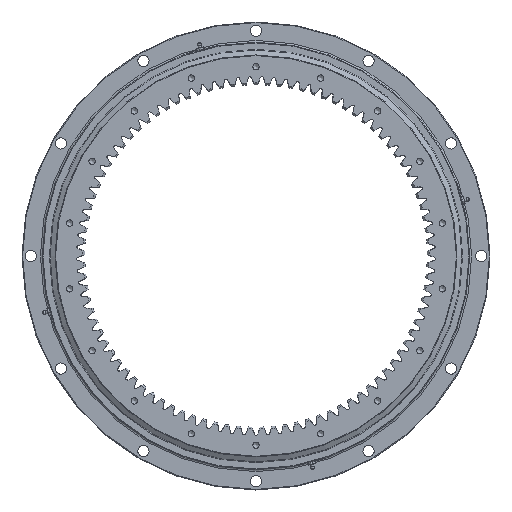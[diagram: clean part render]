
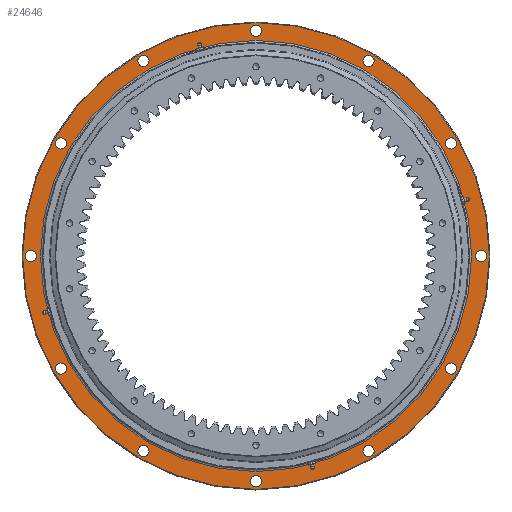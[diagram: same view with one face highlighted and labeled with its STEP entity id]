
A CAD part, top view. The second image highlights one B-rep face of the part: STEP entity #24646.
In plain terms, the highlighted face is planar.
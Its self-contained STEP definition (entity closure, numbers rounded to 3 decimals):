
#636 = AXIS2_PLACEMENT_3D ( 'NONE', #12121, #30512, #14749 ) ;
#639 = CARTESIAN_POINT ( 'NONE',  ( 311.769, -180., 16. ) ) ;
#644 = FACE_BOUND ( 'NONE', #31228, .T. ) ;
#928 = DIRECTION ( 'NONE',  ( 0., 0., 1. ) ) ;
#1135 = EDGE_CURVE ( 'NONE', #21703, #21703, #6935, .T. ) ;
#1337 = DIRECTION ( 'NONE',  ( 0., 0., 1. ) ) ;
#1437 = EDGE_CURVE ( 'NONE', #7710, #7710, #10619, .T. ) ;
#1514 = DIRECTION ( 'NONE',  ( 1., 0., 0. ) ) ;
#1794 = CARTESIAN_POINT ( 'NONE',  ( -341.5, 0., 16. ) ) ;
#2184 = CARTESIAN_POINT ( 'NONE',  ( 9., -360., 16. ) ) ;
#2338 = EDGE_CURVE ( 'NONE', #20909, #20909, #2789, .T. ) ;
#2367 = DIRECTION ( 'NONE',  ( 0., 0., 1. ) ) ;
#2496 = AXIS2_PLACEMENT_3D ( 'NONE', #23677, #7869, #26256 ) ;
#2630 = CARTESIAN_POINT ( 'NONE',  ( -171., 311.769, 16. ) ) ;
#2745 = CARTESIAN_POINT ( 'NONE',  ( 189., -311.769, 16. ) ) ;
#2789 = CIRCLE ( 'NONE', #5736, 9. ) ;
#3018 = CARTESIAN_POINT ( 'NONE',  ( -311.769, 180., 16. ) ) ;
#3443 = ORIENTED_EDGE ( 'NONE', *, *, #1437, .T. ) ;
#3935 = EDGE_CURVE ( 'NONE', #27021, #27021, #22046, .T. ) ;
#4373 = EDGE_CURVE ( 'NONE', #20094, #20094, #29394, .T. ) ;
#4414 = DIRECTION ( 'NONE',  ( 0., 0., 1. ) ) ;
#4704 = ORIENTED_EDGE ( 'NONE', *, *, #19591, .T. ) ;
#4764 = FACE_BOUND ( 'NONE', #25884, .T. ) ;
#5297 = AXIS2_PLACEMENT_3D ( 'NONE', #31238, #6266, #22988 ) ;
#5651 = DIRECTION ( 'NONE',  ( 1., 0., 0. ) ) ;
#5736 = AXIS2_PLACEMENT_3D ( 'NONE', #639, #16039, #16390 ) ;
#5875 = CIRCLE ( 'NONE', #636, 9. ) ;
#6161 = CIRCLE ( 'NONE', #6608, 9. ) ;
#6266 = DIRECTION ( 'NONE',  ( 0., 0., 1. ) ) ;
#6318 = ORIENTED_EDGE ( 'NONE', *, *, #4373, .T. ) ;
#6464 = AXIS2_PLACEMENT_3D ( 'NONE', #8052, #26444, #10700 ) ;
#6608 = AXIS2_PLACEMENT_3D ( 'NONE', #32996, #17262, #1514 ) ;
#6645 = AXIS2_PLACEMENT_3D ( 'NONE', #19340, #928, #6648 ) ;
#6648 = DIRECTION ( 'NONE',  ( 1., 0., 0. ) ) ;
#6743 = EDGE_LOOP ( 'NONE', ( #32127 ) ) ;
#6806 = FACE_BOUND ( 'NONE', #20212, .T. ) ;
#6935 = CIRCLE ( 'NONE', #21811, 9. ) ;
#6939 = CARTESIAN_POINT ( 'NONE',  ( 0., 0., 16. ) ) ;
#7185 = EDGE_LOOP ( 'NONE', ( #3443 ) ) ;
#7627 = FACE_BOUND ( 'NONE', #7185, .T. ) ;
#7675 = VERTEX_POINT ( 'NONE', #26518 ) ;
#7710 = VERTEX_POINT ( 'NONE', #2184 ) ;
#7869 = DIRECTION ( 'NONE',  ( 0., 0., 1. ) ) ;
#8052 = CARTESIAN_POINT ( 'NONE',  ( 180., -311.769, 16. ) ) ;
#8145 = EDGE_LOOP ( 'NONE', ( #32384 ) ) ;
#9444 = AXIS2_PLACEMENT_3D ( 'NONE', #3018, #21425, #5651 ) ;
#9684 = DIRECTION ( 'NONE',  ( 0., 0., 1. ) ) ;
#9941 = CARTESIAN_POINT ( 'NONE',  ( 311.769, 180., 16. ) ) ;
#10165 = VERTEX_POINT ( 'NONE', #23802 ) ;
#10309 = EDGE_CURVE ( 'NONE', #23779, #23779, #15682, .T. ) ;
#10619 = CIRCLE ( 'NONE', #5297, 9. ) ;
#10700 = DIRECTION ( 'NONE',  ( 1., 0., 0. ) ) ;
#10880 = CARTESIAN_POINT ( 'NONE',  ( 189., 311.769, 16. ) ) ;
#11788 = ORIENTED_EDGE ( 'NONE', *, *, #17027, .T. ) ;
#12121 = CARTESIAN_POINT ( 'NONE',  ( -360., 0., 16. ) ) ;
#12410 = ORIENTED_EDGE ( 'NONE', *, *, #13057, .T. ) ;
#12574 = DIRECTION ( 'NONE',  ( 1., 0., 0. ) ) ;
#12734 = CARTESIAN_POINT ( 'NONE',  ( 373., 0., 16. ) ) ;
#13057 = EDGE_CURVE ( 'NONE', #29053, #29053, #16632, .T. ) ;
#13360 = AXIS2_PLACEMENT_3D ( 'NONE', #1794, #4414, #22851 ) ;
#13778 = FACE_BOUND ( 'NONE', #30491, .T. ) ;
#14603 = FACE_BOUND ( 'NONE', #16323, .T. ) ;
#14643 = DIRECTION ( 'NONE',  ( 0., 0., -1. ) ) ;
#14749 = DIRECTION ( 'NONE',  ( 1., 0., 0. ) ) ;
#14869 = PLANE ( 'NONE',  #13360 ) ;
#15605 = CARTESIAN_POINT ( 'NONE',  ( -302.769, 180., 16. ) ) ;
#15682 = CIRCLE ( 'NONE', #18015, 344.5 ) ;
#15727 = DIRECTION ( 'NONE',  ( 1., 0., 0. ) ) ;
#15811 = EDGE_LOOP ( 'NONE', ( #29418 ) ) ;
#15843 = CARTESIAN_POINT ( 'NONE',  ( 9., 360., 16. ) ) ;
#16039 = DIRECTION ( 'NONE',  ( 0., 0., 1. ) ) ;
#16323 = EDGE_LOOP ( 'NONE', ( #30063 ) ) ;
#16390 = DIRECTION ( 'NONE',  ( 1., 0., 0. ) ) ;
#16632 = CIRCLE ( 'NONE', #9444, 9. ) ;
#17027 = EDGE_CURVE ( 'NONE', #19655, #19655, #23921, .T. ) ;
#17099 = CARTESIAN_POINT ( 'NONE',  ( -180., -311.769, 16. ) ) ;
#17262 = DIRECTION ( 'NONE',  ( 0., 0., 1. ) ) ;
#18007 = VERTEX_POINT ( 'NONE', #15843 ) ;
#18015 = AXIS2_PLACEMENT_3D ( 'NONE', #18144, #2367, #20793 ) ;
#18085 = EDGE_CURVE ( 'NONE', #18825, #18825, #31251, .T. ) ;
#18144 = CARTESIAN_POINT ( 'NONE',  ( 0., 0., 16. ) ) ;
#18517 = ORIENTED_EDGE ( 'NONE', *, *, #10309, .T. ) ;
#18825 = VERTEX_POINT ( 'NONE', #26286 ) ;
#19249 = AXIS2_PLACEMENT_3D ( 'NONE', #9941, #28295, #12574 ) ;
#19340 = CARTESIAN_POINT ( 'NONE',  ( -311.769, -180., 16. ) ) ;
#19453 = AXIS2_PLACEMENT_3D ( 'NONE', #25427, #9684, #28043 ) ;
#19591 = EDGE_CURVE ( 'NONE', #18007, #18007, #24210, .T. ) ;
#19655 = VERTEX_POINT ( 'NONE', #2630 ) ;
#19766 = DIRECTION ( 'NONE',  ( 1., 0., 0. ) ) ;
#20008 = FACE_OUTER_BOUND ( 'NONE', #24723, .T. ) ;
#20094 = VERTEX_POINT ( 'NONE', #12734 ) ;
#20138 = EDGE_LOOP ( 'NONE', ( #18517 ) ) ;
#20159 = EDGE_CURVE ( 'NONE', #31141, #31141, #30299, .T. ) ;
#20212 = EDGE_LOOP ( 'NONE', ( #11788 ) ) ;
#20793 = DIRECTION ( 'NONE',  ( 1., 0., 0. ) ) ;
#20826 = CARTESIAN_POINT ( 'NONE',  ( 344.5, 0., 16. ) ) ;
#20839 = FACE_BOUND ( 'NONE', #15811, .T. ) ;
#20909 = VERTEX_POINT ( 'NONE', #23250 ) ;
#20913 = EDGE_CURVE ( 'NONE', #10165, #10165, #32774, .T. ) ;
#21425 = DIRECTION ( 'NONE',  ( 0., 0., 1. ) ) ;
#21628 = FACE_BOUND ( 'NONE', #20138, .T. ) ;
#21703 = VERTEX_POINT ( 'NONE', #33653 ) ;
#21811 = AXIS2_PLACEMENT_3D ( 'NONE', #30565, #31636, #15727 ) ;
#22046 = CIRCLE ( 'NONE', #6645, 9. ) ;
#22851 = DIRECTION ( 'NONE',  ( 1., 0., 0. ) ) ;
#22988 = DIRECTION ( 'NONE',  ( 1., 0., 0. ) ) ;
#23250 = CARTESIAN_POINT ( 'NONE',  ( 320.769, -180., 16. ) ) ;
#23677 = CARTESIAN_POINT ( 'NONE',  ( 0., 360., 16. ) ) ;
#23779 = VERTEX_POINT ( 'NONE', #20826 ) ;
#23802 = CARTESIAN_POINT ( 'NONE',  ( -171., -311.769, 16. ) ) ;
#23921 = CIRCLE ( 'NONE', #19453, 9. ) ;
#24116 = FACE_BOUND ( 'NONE', #30054, .T. ) ;
#24210 = CIRCLE ( 'NONE', #2496, 9. ) ;
#24321 = EDGE_LOOP ( 'NONE', ( #4704 ) ) ;
#24533 = EDGE_LOOP ( 'NONE', ( #27877 ) ) ;
#24646 = ADVANCED_FACE ( 'NONE', ( #21628, #14603, #28585, #24116, #4764, #7627, #644, #27751, #20839, #13778, #6806, #33946, #26938, #20008 ), #14869, .F. ) ;
#24723 = EDGE_LOOP ( 'NONE', ( #6318 ) ) ;
#25427 = CARTESIAN_POINT ( 'NONE',  ( -180., 311.769, 16. ) ) ;
#25512 = VERTEX_POINT ( 'NONE', #10880 ) ;
#25884 = EDGE_LOOP ( 'NONE', ( #29755 ) ) ;
#26256 = DIRECTION ( 'NONE',  ( 1., 0., 0. ) ) ;
#26286 = CARTESIAN_POINT ( 'NONE',  ( 320.769, 180., 16. ) ) ;
#26444 = DIRECTION ( 'NONE',  ( 0., 0., 1. ) ) ;
#26455 = EDGE_CURVE ( 'NONE', #7675, #7675, #5875, .T. ) ;
#26518 = CARTESIAN_POINT ( 'NONE',  ( -351., 0., 16. ) ) ;
#26938 = FACE_BOUND ( 'NONE', #24321, .T. ) ;
#27021 = VERTEX_POINT ( 'NONE', #28469 ) ;
#27751 = FACE_BOUND ( 'NONE', #8145, .T. ) ;
#27877 = ORIENTED_EDGE ( 'NONE', *, *, #18085, .T. ) ;
#28043 = DIRECTION ( 'NONE',  ( 1., 0., 0. ) ) ;
#28295 = DIRECTION ( 'NONE',  ( 0., 0., 1. ) ) ;
#28469 = CARTESIAN_POINT ( 'NONE',  ( -302.769, -180., 16. ) ) ;
#28585 = FACE_BOUND ( 'NONE', #24533, .T. ) ;
#29053 = VERTEX_POINT ( 'NONE', #15605 ) ;
#29255 = EDGE_CURVE ( 'NONE', #25512, #25512, #6161, .T. ) ;
#29394 = CIRCLE ( 'NONE', #33089, 373. ) ;
#29418 = ORIENTED_EDGE ( 'NONE', *, *, #26455, .T. ) ;
#29755 = ORIENTED_EDGE ( 'NONE', *, *, #20159, .T. ) ;
#30054 = EDGE_LOOP ( 'NONE', ( #30146 ) ) ;
#30063 = ORIENTED_EDGE ( 'NONE', *, *, #29255, .T. ) ;
#30146 = ORIENTED_EDGE ( 'NONE', *, *, #1135, .T. ) ;
#30299 = CIRCLE ( 'NONE', #6464, 9. ) ;
#30486 = AXIS2_PLACEMENT_3D ( 'NONE', #17099, #1337, #19766 ) ;
#30491 = EDGE_LOOP ( 'NONE', ( #12410 ) ) ;
#30512 = DIRECTION ( 'NONE',  ( 0., 0., 1. ) ) ;
#30565 = CARTESIAN_POINT ( 'NONE',  ( 360., 0., 16. ) ) ;
#31141 = VERTEX_POINT ( 'NONE', #2745 ) ;
#31228 = EDGE_LOOP ( 'NONE', ( #33978 ) ) ;
#31238 = CARTESIAN_POINT ( 'NONE',  ( 0., -360., 16. ) ) ;
#31251 = CIRCLE ( 'NONE', #19249, 9. ) ;
#31636 = DIRECTION ( 'NONE',  ( 0., 0., 1. ) ) ;
#32127 = ORIENTED_EDGE ( 'NONE', *, *, #2338, .T. ) ;
#32384 = ORIENTED_EDGE ( 'NONE', *, *, #3935, .T. ) ;
#32774 = CIRCLE ( 'NONE', #30486, 9. ) ;
#32996 = CARTESIAN_POINT ( 'NONE',  ( 180., 311.769, 16. ) ) ;
#33051 = DIRECTION ( 'NONE',  ( 1., 0., 0. ) ) ;
#33089 = AXIS2_PLACEMENT_3D ( 'NONE', #6939, #14643, #33051 ) ;
#33653 = CARTESIAN_POINT ( 'NONE',  ( 369., 0., 16. ) ) ;
#33946 = FACE_BOUND ( 'NONE', #6743, .T. ) ;
#33978 = ORIENTED_EDGE ( 'NONE', *, *, #20913, .T. ) ;
